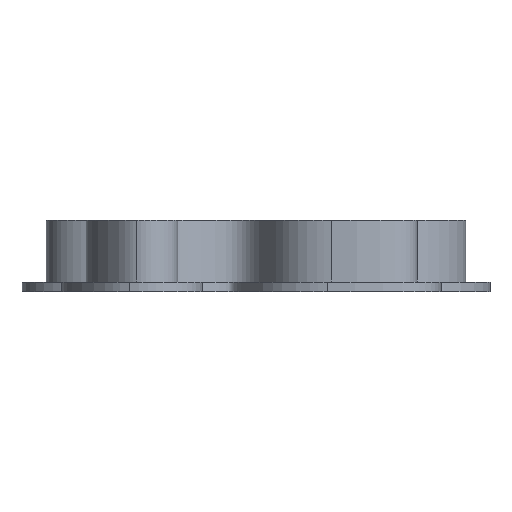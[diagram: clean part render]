
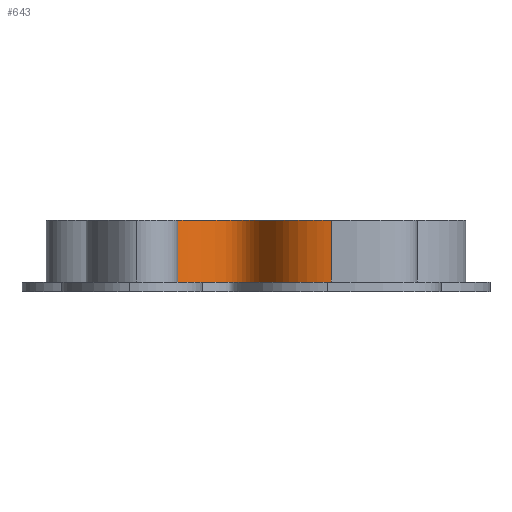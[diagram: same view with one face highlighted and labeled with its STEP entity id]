
A CAD part, front view. The second image highlights one B-rep face of the part: STEP entity #643.
In plain terms, the highlighted free-form (B-spline) face has degree [3, 1] with [19, 2] control points.
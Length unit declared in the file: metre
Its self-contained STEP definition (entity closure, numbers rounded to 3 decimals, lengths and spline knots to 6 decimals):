
#22=LINE('',#1259,#55);
#23=LINE('',#1360,#56);
#55=VECTOR('',#698,1.);
#56=VECTOR('',#699,1.);
#109=ORIENTED_EDGE('',*,*,#305,.T.);
#110=ORIENTED_EDGE('',*,*,#306,.F.);
#111=ORIENTED_EDGE('',*,*,#307,.F.);
#112=ORIENTED_EDGE('',*,*,#303,.T.);
#303=EDGE_CURVE('',#399,#398,#22,.T.);
#305=EDGE_CURVE('',#398,#400,#466,.T.);
#306=EDGE_CURVE('',#401,#400,#23,.T.);
#307=EDGE_CURVE('',#399,#401,#467,.T.);
#398=VERTEX_POINT('',#1258);
#399=VERTEX_POINT('',#1260);
#400=VERTEX_POINT('',#1359);
#401=VERTEX_POINT('',#1361);
#466=B_SPLINE_CURVE_WITH_KNOTS('',3,(#1327,#1328,#1329,#1330,#1331,#1332,
#1333,#1334,#1335,#1336,#1337,#1338,#1339,#1340,#1341,#1342,#1343,#1344,
#1345,#1346,#1347,#1348,#1349,#1350,#1351,#1352,#1353,#1354,#1355,#1356,
#1357,#1358),.UNSPECIFIED.,.F.,.F.,(4,1,1,1,1,1,1,1,1,1,1,1,1,1,1,1,1,1,
1,1,1,1,1,1,1,1,1,1,1,4),(0.684272,0.686864,0.689456,
0.692048,0.69464,0.697232,0.699824,
0.702416,0.705008,0.7076,0.710192,
0.712784,0.71408,0.715376,0.717968,
0.72056,0.723152,0.725744,0.730928,
0.736112,0.741296,0.74648,0.751664,
0.756848,0.75944,0.760736,0.762032,
0.763328,0.764624,0.767216),.UNSPECIFIED.);
#467=B_SPLINE_CURVE_WITH_KNOTS('',3,(#1362,#1363,#1364,#1365,#1366,#1367,
#1368,#1369,#1370,#1371,#1372,#1373,#1374,#1375,#1376,#1377,#1378,#1379,
#1380,#1381,#1382,#1383,#1384,#1385,#1386,#1387,#1388,#1389,#1390,#1391,
#1392,#1393),.UNSPECIFIED.,.F.,.F.,(4,1,1,1,1,1,1,1,1,1,1,1,1,1,1,1,1,1,
1,1,1,1,1,1,1,1,1,1,1,4),(0.684272,0.686864,0.689456,
0.692048,0.69464,0.697232,0.699824,
0.702416,0.705008,0.7076,0.710192,
0.712784,0.71408,0.715376,0.717968,
0.72056,0.723152,0.725744,0.730928,
0.736112,0.741296,0.74648,0.751664,
0.756848,0.75944,0.760736,0.762032,
0.763328,0.764624,0.767216),.UNSPECIFIED.);
#527=EDGE_LOOP('',(#109,#110,#111,#112));
#568=FACE_BOUND('',#527,.T.);
#609=B_SPLINE_SURFACE_WITH_KNOTS('',3,1,((#1289,#1290),(#1291,#1292),(#1293,
#1294),(#1295,#1296),(#1297,#1298),(#1299,#1300),(#1301,#1302),(#1303,#1304),
(#1305,#1306),(#1307,#1308),(#1309,#1310),(#1311,#1312),(#1313,#1314),(#1315,
#1316),(#1317,#1318),(#1319,#1320),(#1321,#1322),(#1323,#1324),(#1325,#1326)),
 .SURF_OF_LINEAR_EXTRUSION.,.F.,.F.,.F.,(4,1,1,1,1,1,1,1,1,1,1,1,1,1,1,
1,4),(2,2),(0.684272,0.689456,0.69464,0.699824,
0.705008,0.710192,0.712784,0.715376,
0.72056,0.725744,0.730928,0.736112,
0.74648,0.751664,0.756848,0.762032,
0.767216),(0.,1.),.UNSPECIFIED.);
#643=ADVANCED_FACE('',(#568),#609,.F.);
#698=DIRECTION('',(0.,0.,-1.));
#699=DIRECTION('',(0.,0.,-1.));
#1258=CARTESIAN_POINT('',(-0.031087,-0.046788,0.));
#1259=CARTESIAN_POINT('',(-0.031087,-0.046788,0.0127));
#1260=CARTESIAN_POINT('',(-0.031087,-0.046788,0.0127));
#1289=CARTESIAN_POINT('',(-0.031087,-0.046788,0.0127));
#1290=CARTESIAN_POINT('',(-0.031087,-0.046788,0.));
#1291=CARTESIAN_POINT('',(-0.031044,-0.046587,0.0127));
#1292=CARTESIAN_POINT('',(-0.031044,-0.046587,0.));
#1293=CARTESIAN_POINT('',(-0.030627,-0.045701,0.0127));
#1294=CARTESIAN_POINT('',(-0.030627,-0.045701,0.));
#1295=CARTESIAN_POINT('',(-0.028609,-0.043933,0.0127));
#1296=CARTESIAN_POINT('',(-0.028609,-0.043933,0.));
#1297=CARTESIAN_POINT('',(-0.025753,-0.042284,0.0127));
#1298=CARTESIAN_POINT('',(-0.025753,-0.042284,0.));
#1299=CARTESIAN_POINT('',(-0.022509,-0.041011,0.0127));
#1300=CARTESIAN_POINT('',(-0.022509,-0.041011,0.));
#1301=CARTESIAN_POINT('',(-0.019872,-0.040445,0.0127));
#1302=CARTESIAN_POINT('',(-0.019872,-0.040445,0.));
#1303=CARTESIAN_POINT('',(-0.018072,-0.040359,0.0127));
#1304=CARTESIAN_POINT('',(-0.018072,-0.040359,0.));
#1305=CARTESIAN_POINT('',(-0.01658,-0.040514,0.0127));
#1306=CARTESIAN_POINT('',(-0.01658,-0.040514,0.));
#1307=CARTESIAN_POINT('',(-0.015065,-0.041081,0.0127));
#1308=CARTESIAN_POINT('',(-0.015065,-0.041081,0.));
#1309=CARTESIAN_POINT('',(-0.013489,-0.042295,0.0127));
#1310=CARTESIAN_POINT('',(-0.013489,-0.042295,0.));
#1311=CARTESIAN_POINT('',(-0.012048,-0.044029,0.0127));
#1312=CARTESIAN_POINT('',(-0.012048,-0.044029,0.));
#1313=CARTESIAN_POINT('',(-0.010274,-0.046829,0.0127));
#1314=CARTESIAN_POINT('',(-0.010274,-0.046829,0.));
#1315=CARTESIAN_POINT('',(-0.00861,-0.049959,0.0127));
#1316=CARTESIAN_POINT('',(-0.00861,-0.049959,0.));
#1317=CARTESIAN_POINT('',(-0.006242,-0.052985,0.0127));
#1318=CARTESIAN_POINT('',(-0.006242,-0.052985,0.));
#1319=CARTESIAN_POINT('',(-0.003885,-0.055012,0.0127));
#1320=CARTESIAN_POINT('',(-0.003885,-0.055012,0.));
#1321=CARTESIAN_POINT('',(-0.000796,-0.056567,0.0127));
#1322=CARTESIAN_POINT('',(-0.000796,-0.056567,0.));
#1323=CARTESIAN_POINT('',(0.001723,-0.057175,0.0127));
#1324=CARTESIAN_POINT('',(0.001723,-0.057175,0.));
#1325=CARTESIAN_POINT('',(0.003031,-0.057388,0.0127));
#1326=CARTESIAN_POINT('',(0.003031,-0.057388,0.));
#1327=CARTESIAN_POINT('',(-0.031087,-0.046788,0.));
#1328=CARTESIAN_POINT('',(-0.031066,-0.046688,0.));
#1329=CARTESIAN_POINT('',(-0.030956,-0.04637,0.));
#1330=CARTESIAN_POINT('',(-0.03045,-0.045646,0.));
#1331=CARTESIAN_POINT('',(-0.029614,-0.044812,0.));
#1332=CARTESIAN_POINT('',(-0.028505,-0.043949,0.));
#1333=CARTESIAN_POINT('',(-0.027182,-0.043108,0.));
#1334=CARTESIAN_POINT('',(-0.025705,-0.042331,0.));
#1335=CARTESIAN_POINT('',(-0.024131,-0.041647,0.));
#1336=CARTESIAN_POINT('',(-0.022519,-0.041085,0.));
#1337=CARTESIAN_POINT('',(-0.020928,-0.04067,0.));
#1338=CARTESIAN_POINT('',(-0.019422,-0.040423,0.));
#1339=CARTESIAN_POINT('',(-0.018296,-0.04037,0.));
#1340=CARTESIAN_POINT('',(-0.017515,-0.040417,0.));
#1341=CARTESIAN_POINT('',(-0.016789,-0.04052,0.));
#1342=CARTESIAN_POINT('',(-0.015973,-0.040743,0.));
#1343=CARTESIAN_POINT('',(-0.015095,-0.041148,0.));
#1344=CARTESIAN_POINT('',(-0.014278,-0.041687,0.));
#1345=CARTESIAN_POINT('',(-0.013248,-0.042585,0.));
#1346=CARTESIAN_POINT('',(-0.012048,-0.044029,0.));
#1347=CARTESIAN_POINT('',(-0.010719,-0.04613,0.));
#1348=CARTESIAN_POINT('',(-0.009436,-0.048393,0.));
#1349=CARTESIAN_POINT('',(-0.008019,-0.050716,0.));
#1350=CARTESIAN_POINT('',(-0.006242,-0.052985,0.));
#1351=CARTESIAN_POINT('',(-0.004275,-0.054674,0.));
#1352=CARTESIAN_POINT('',(-0.002586,-0.05565,0.));
#1353=CARTESIAN_POINT('',(-0.001529,-0.056137,0.));
#1354=CARTESIAN_POINT('',(-0.000688,-0.056466,0.));
#1355=CARTESIAN_POINT('',(0.000196,-0.056755,0.));
#1356=CARTESIAN_POINT('',(0.001417,-0.057087,0.));
#1357=CARTESIAN_POINT('',(0.002377,-0.057282,0.));
#1358=CARTESIAN_POINT('',(0.003031,-0.057388,0.));
#1359=CARTESIAN_POINT('',(0.003031,-0.057388,0.));
#1360=CARTESIAN_POINT('',(0.003031,-0.057388,0.0127));
#1361=CARTESIAN_POINT('',(0.003031,-0.057388,0.0127));
#1362=CARTESIAN_POINT('',(-0.031087,-0.046788,0.0127));
#1363=CARTESIAN_POINT('',(-0.031066,-0.046688,0.0127));
#1364=CARTESIAN_POINT('',(-0.030956,-0.04637,0.0127));
#1365=CARTESIAN_POINT('',(-0.03045,-0.045646,0.0127));
#1366=CARTESIAN_POINT('',(-0.029614,-0.044812,0.0127));
#1367=CARTESIAN_POINT('',(-0.028505,-0.043949,0.0127));
#1368=CARTESIAN_POINT('',(-0.027182,-0.043108,0.0127));
#1369=CARTESIAN_POINT('',(-0.025705,-0.042331,0.0127));
#1370=CARTESIAN_POINT('',(-0.024131,-0.041647,0.0127));
#1371=CARTESIAN_POINT('',(-0.022519,-0.041085,0.0127));
#1372=CARTESIAN_POINT('',(-0.020928,-0.04067,0.0127));
#1373=CARTESIAN_POINT('',(-0.019422,-0.040423,0.0127));
#1374=CARTESIAN_POINT('',(-0.018296,-0.04037,0.0127));
#1375=CARTESIAN_POINT('',(-0.017515,-0.040417,0.0127));
#1376=CARTESIAN_POINT('',(-0.016789,-0.04052,0.0127));
#1377=CARTESIAN_POINT('',(-0.015973,-0.040743,0.0127));
#1378=CARTESIAN_POINT('',(-0.015095,-0.041148,0.0127));
#1379=CARTESIAN_POINT('',(-0.014278,-0.041687,0.0127));
#1380=CARTESIAN_POINT('',(-0.013248,-0.042585,0.0127));
#1381=CARTESIAN_POINT('',(-0.012048,-0.044029,0.0127));
#1382=CARTESIAN_POINT('',(-0.010719,-0.04613,0.0127));
#1383=CARTESIAN_POINT('',(-0.009436,-0.048393,0.0127));
#1384=CARTESIAN_POINT('',(-0.008019,-0.050716,0.0127));
#1385=CARTESIAN_POINT('',(-0.006242,-0.052985,0.0127));
#1386=CARTESIAN_POINT('',(-0.004275,-0.054674,0.0127));
#1387=CARTESIAN_POINT('',(-0.002586,-0.05565,0.0127));
#1388=CARTESIAN_POINT('',(-0.001529,-0.056137,0.0127));
#1389=CARTESIAN_POINT('',(-0.000688,-0.056466,0.0127));
#1390=CARTESIAN_POINT('',(0.000196,-0.056755,0.0127));
#1391=CARTESIAN_POINT('',(0.001417,-0.057087,0.0127));
#1392=CARTESIAN_POINT('',(0.002377,-0.057282,0.0127));
#1393=CARTESIAN_POINT('',(0.003031,-0.057388,0.0127));
